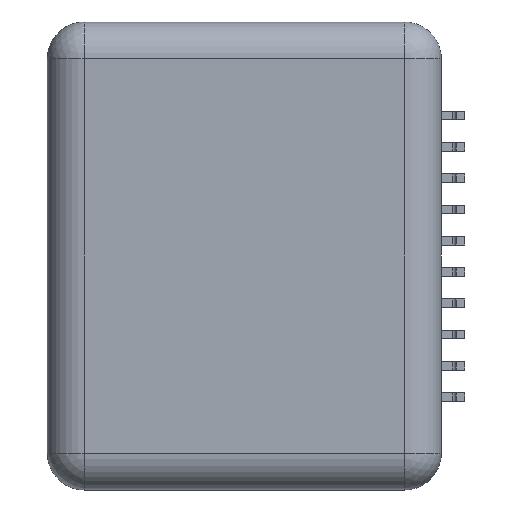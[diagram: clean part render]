
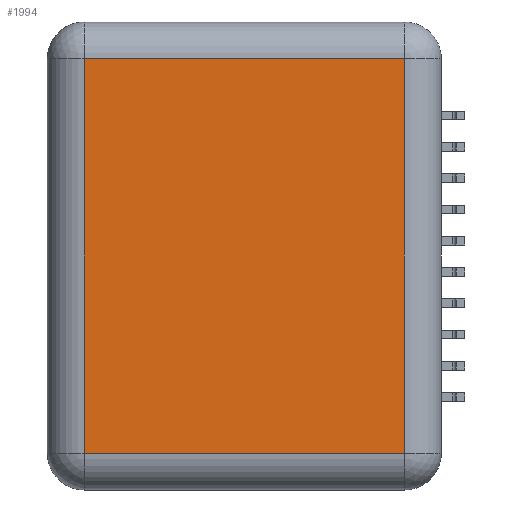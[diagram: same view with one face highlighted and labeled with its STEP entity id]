
A CAD part, left-side view. The second image highlights one B-rep face of the part: STEP entity #1994.
In plain terms, the highlighted planar face has unit normal (-1, 0, 0).
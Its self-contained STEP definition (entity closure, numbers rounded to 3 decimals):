
#36=PLANE('',#2168);
#124=LINE('',#2960,#348);
#126=LINE('',#2963,#350);
#142=LINE('',#3008,#366);
#144=LINE('',#3011,#368);
#348=VECTOR('',#2362,10.);
#350=VECTOR('',#2366,10.);
#366=VECTOR('',#2422,10.);
#368=VECTOR('',#2426,10.);
#622=FACE_OUTER_BOUND('',#748,.T.);
#748=EDGE_LOOP('',(#1465,#1466,#1467,#1468));
#919=VERTEX_POINT('',#2924);
#920=VERTEX_POINT('',#2928);
#925=VERTEX_POINT('',#2938);
#931=VERTEX_POINT('',#2955);
#1119=EDGE_CURVE('',#920,#931,#124,.T.);
#1121=EDGE_CURVE('',#931,#925,#126,.T.);
#1146=EDGE_CURVE('',#925,#919,#142,.T.);
#1148=EDGE_CURVE('',#919,#920,#144,.T.);
#1465=ORIENTED_EDGE('',*,*,#1119,.F.);
#1466=ORIENTED_EDGE('',*,*,#1148,.F.);
#1467=ORIENTED_EDGE('',*,*,#1146,.F.);
#1468=ORIENTED_EDGE('',*,*,#1121,.F.);
#1994=ADVANCED_FACE('',(#622),#36,.F.);
#2168=AXIS2_PLACEMENT_3D('',#3013,#2429,#2430);
#2362=DIRECTION('',(0.,-1.,0.));
#2366=DIRECTION('',(0.,0.,-1.));
#2422=DIRECTION('',(0.,1.,0.));
#2426=DIRECTION('',(0.,0.,1.));
#2429=DIRECTION('center_axis',(1.,0.,0.));
#2430=DIRECTION('ref_axis',(0.,0.,-1.));
#2924=CARTESIAN_POINT('',(0.,30.5,-27.4));
#2928=CARTESIAN_POINT('',(0.,30.5,4.6));
#2938=CARTESIAN_POINT('',(0.,4.5,-27.4));
#2955=CARTESIAN_POINT('',(0.,4.5,4.6));
#2960=CARTESIAN_POINT('',(0.,25.5,4.6));
#2963=CARTESIAN_POINT('',(0.,4.5,-1.9));
#3008=CARTESIAN_POINT('',(0.,9.5,-27.4));
#3011=CARTESIAN_POINT('',(0.,30.5,-20.9));
#3013=CARTESIAN_POINT('Origin',(0.,17.5,-11.4));
